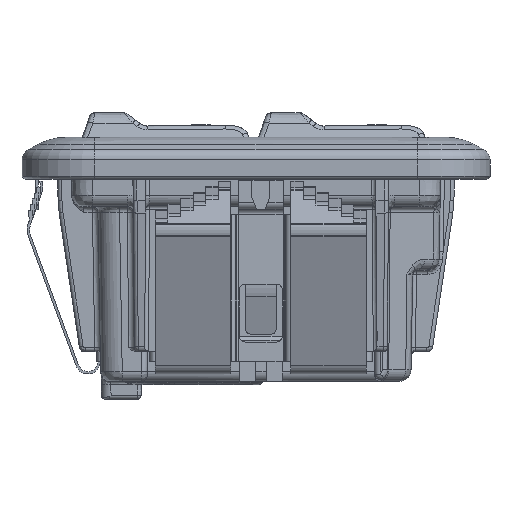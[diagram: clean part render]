
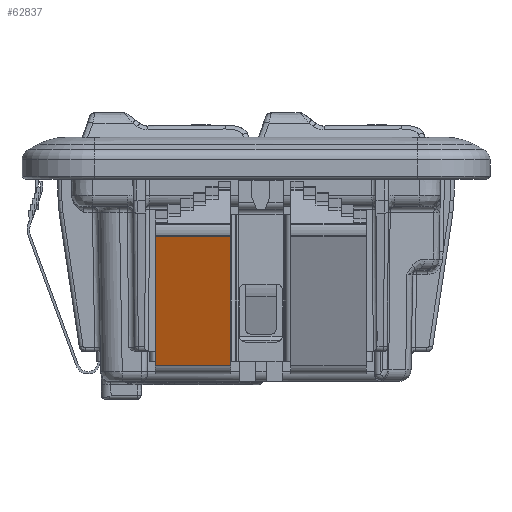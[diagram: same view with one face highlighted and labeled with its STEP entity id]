
A CAD part, left-side view. The second image highlights one B-rep face of the part: STEP entity #62837.
In plain terms, the highlighted planar face has unit normal (-0.938, 0, -0.346).
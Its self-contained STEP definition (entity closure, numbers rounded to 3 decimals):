
#16219=DIRECTION('',(0.346,0.,-0.938));
#16220=VECTOR('',#16219,18.129);
#16221=CARTESIAN_POINT('',(-29.302,17.183,-7.511));
#16222=LINE('',#16221,#16220);
#16321=DIRECTION('',(0.346,0.,-0.938));
#16322=VECTOR('',#16321,18.129);
#16323=CARTESIAN_POINT('',(-29.302,7.277,-7.511));
#16324=LINE('',#16323,#16322);
#16374=DIRECTION('',(0.,-1.,0.));
#16375=VECTOR('',#16374,9.906);
#16376=CARTESIAN_POINT('',(-23.037,17.183,-24.523));
#16377=LINE('',#16376,#16375);
#16378=DIRECTION('',(0.,-1.,0.));
#16379=VECTOR('',#16378,9.906);
#16380=CARTESIAN_POINT('',(-29.302,17.183,-7.511));
#16381=LINE('',#16380,#16379);
#38055=CARTESIAN_POINT('',(-29.302,17.183,-7.511));
#38056=CARTESIAN_POINT('',(-23.037,17.183,-24.523));
#38057=VERTEX_POINT('',#38055);
#38058=VERTEX_POINT('',#38056);
#38069=CARTESIAN_POINT('',(-29.302,7.277,-7.511));
#38070=VERTEX_POINT('',#38069);
#38071=CARTESIAN_POINT('',(-23.037,7.277,-24.523));
#38072=VERTEX_POINT('',#38071);
#62826=CARTESIAN_POINT('',(-29.302,17.183,-7.511));
#62827=DIRECTION('',(0.938,0.,0.346));
#62828=DIRECTION('',(0.346,0.,-0.938));
#62829=AXIS2_PLACEMENT_3D('',#62826,#62827,#62828);
#62830=PLANE('',#62829);
#62831=ORIENTED_EDGE('',*,*,#62706,.F.);
#62832=ORIENTED_EDGE('',*,*,#62774,.T.);
#62833=ORIENTED_EDGE('',*,*,#62787,.T.);
#62834=ORIENTED_EDGE('',*,*,#62818,.F.);
#62835=EDGE_LOOP('',(#62831,#62832,#62833,#62834));
#62836=FACE_OUTER_BOUND('',#62835,.F.);
#62837=ADVANCED_FACE('',(#62836),#62830,.F.);
#62706=EDGE_CURVE('',#38057,#38058,#16222,.T.);
#62774=EDGE_CURVE('',#38057,#38070,#16381,.T.);
#62787=EDGE_CURVE('',#38070,#38072,#16324,.T.);
#62818=EDGE_CURVE('',#38058,#38072,#16377,.T.);
